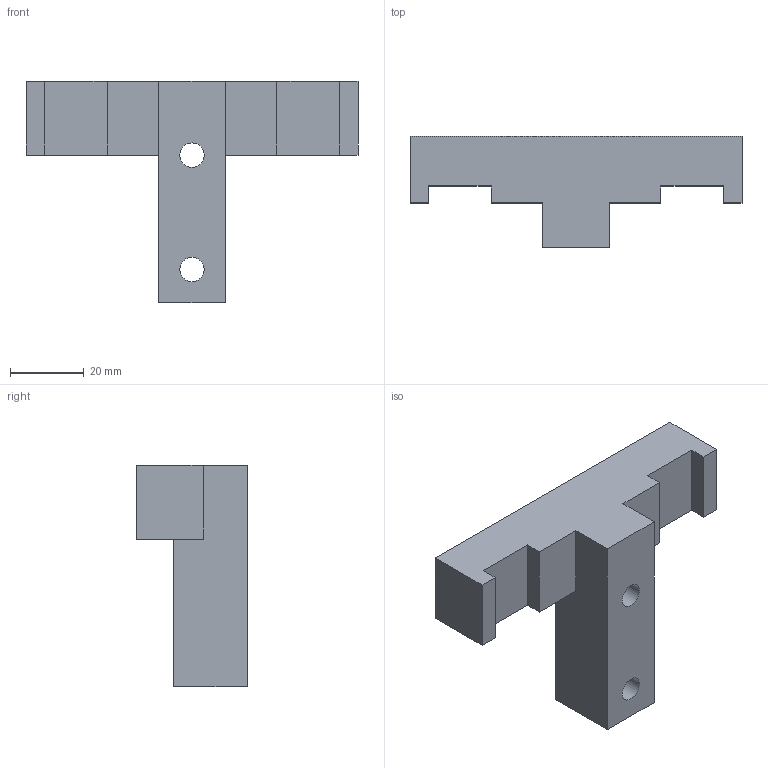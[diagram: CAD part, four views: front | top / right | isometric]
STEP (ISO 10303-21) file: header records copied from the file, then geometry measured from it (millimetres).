
FILE_DESCRIPTION(/* description */ (''),/* implementation_level */ '2;1');
FILE_NAME(/* name */ 'F1642AM.stp',/* time_stamp */ '2024-05-15T12:11:47+02:00',/* author */ ('Z420'),/* organization */ (''),/* preprocessor_version */ 'ST-DEVELOPER v18.1',/* originating_system */ 'Autodesk Inventor 2022',/* authorisation */ '');
FILE_SCHEMA (('AUTOMOTIVE_DESIGN { 1 0 10303 214 3 1 1 }'));
Length unit declared in the file: millimetre
Products named in the file (1): F1642AM
Bounding box: 90 x 30 x 60 mm (x, y, z)
Volume: 44931.9 mm3; surface area: 12599 mm2
Topology: 1 solids, 1 shells, 27 faces, 71 edges, 47 vertices
Faces by surface type: plane 23, cylinder 4
Full cylindrical faces by diameter (mm): 6.6 x2, 11 x2
Entity records: 877 total; most frequent: CARTESIAN_POINT 146, ORIENTED_EDGE 142, DIRECTION 136, EDGE_CURVE 71, LINE 62, VECTOR 62, VERTEX_POINT 47, AXIS2_PLACEMENT_3D 37
